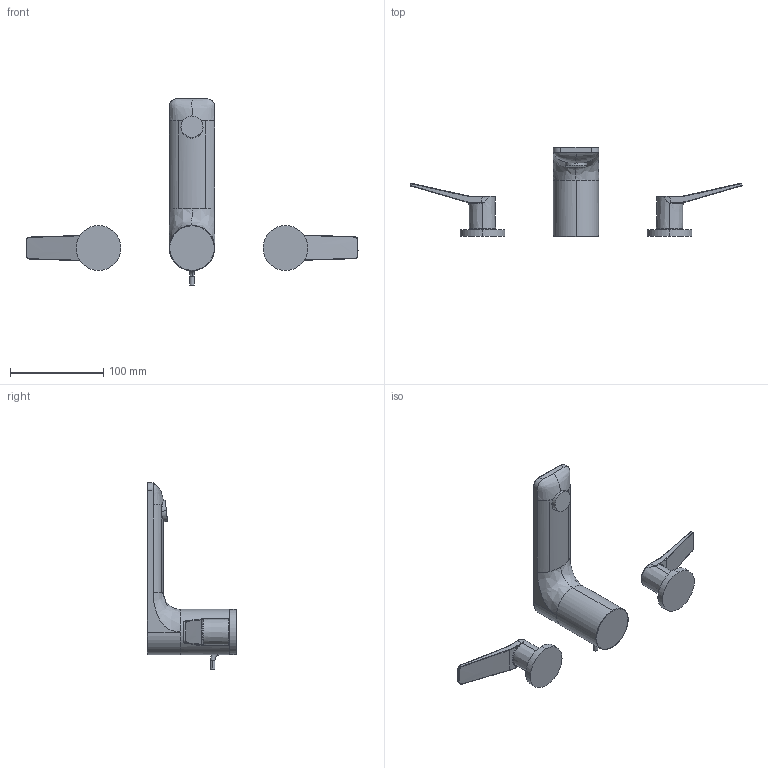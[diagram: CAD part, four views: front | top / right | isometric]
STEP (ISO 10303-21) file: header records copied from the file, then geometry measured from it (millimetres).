
FILE_DESCRIPTION (( 'STEP AP203' ), '1' );
FILE_NAME ('20713845-00.STEP', '2018-07-03T14:20:27', ( '' ), ( '' ), 'SwSTEP 2.0', 'SolidWorks 2017', '' );
FILE_SCHEMA (( 'CONFIG_CONTROL_DESIGN' ));
Length unit declared in the file: millimetre
Products named in the file (6): Planungsmodell_Griff-+-09.20.840.24.90-01_K1; 20713845-00; Planungsmodell_Auslauf-+-09.11.84.013.90-01_K1; Planungsmodell_Huelse-+-08.17.20.644.90-01_K2_22,9x13,5; Planungsmodell_Zugstange-+-09.31.09.120-01_-_K2; Planungsmodell_Rosette-+-09.27.22.000.90-01_K2_D48x7
Assembly tree (7 placements, depth 2):
  20713845-00
    Planungsmodell_Auslauf-+-09.11.84.013.90-01_K1
    Planungsmodell_Huelse-+-08.17.20.644.90-01_K2_22,9x13,5
    Planungsmodell_Zugstange-+-09.31.09.120-01_-_K2
    Planungsmodell_Rosette-+-09.27.22.000.90-01_K2_D48x7  x2
    Planungsmodell_Griff-+-09.20.840.24.90-01_K1  x2
Bounding box: 355.11 x 95.41 x 199.1 mm (x, y, z)
Volume: 368608.4 mm3; surface area: 62594.9 mm2
Topology: 7 solids, 7 shells, 145 faces, 341 edges, 204 vertices
Faces by surface type: bspline 79, cylinder 32, plane 25, torus 5, cone 4
Entity records: 11639 total; most frequent: CARTESIAN_POINT 9184, ORIENTED_EDGE 430, DIRECTION 290, EDGE_CURVE 215, VERTEX_POINT 134, AXIS2_PLACEMENT_3D 127, B_SPLINE_CURVE_WITH_KNOTS 101, EDGE_LOOP 93
